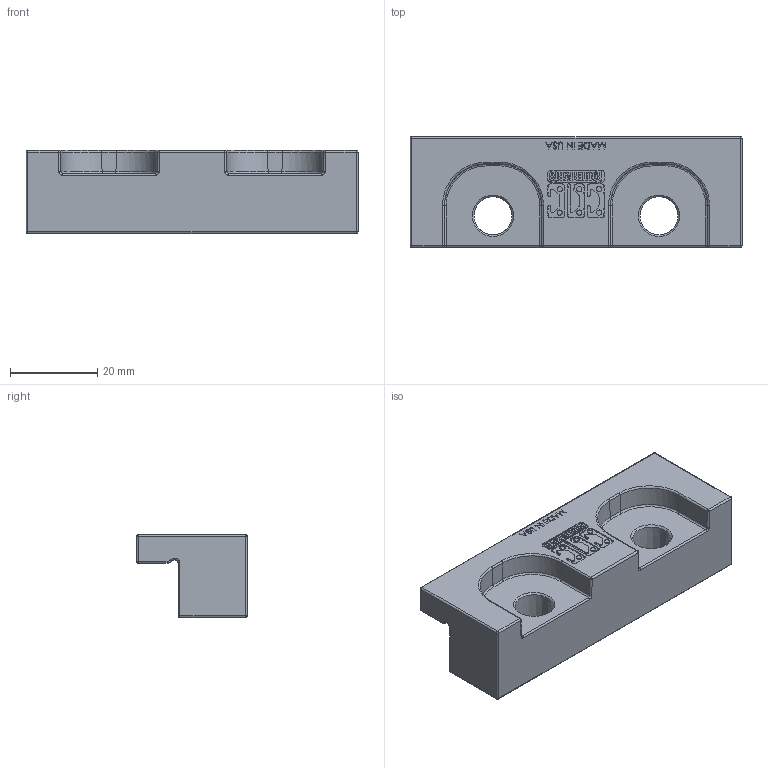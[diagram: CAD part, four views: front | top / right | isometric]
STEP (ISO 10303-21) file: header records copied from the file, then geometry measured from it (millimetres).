
FILE_DESCRIPTION (( 'STEP AP214' ), '1' );
FILE_NAME ('CRP202-01 Die Cast 2012-01-14.STEP', '2012-06-14T16:55:58', ( '' ), ( '' ), 'SwSTEP 2.0', 'SolidWorks 2011', '' );
FILE_SCHEMA (( 'AUTOMOTIVE_DESIGN' ));
Length unit declared in the file: inch
Products named in the file (1): CRP202-01 Die Cast 2012-01-14
Bounding box: 76.2 x 25.4 x 19.05 mm (x, y, z)
Volume: 19169.3 mm3; surface area: 9210.2 mm2
Topology: 1 solids, 1 shells, 680 faces, 1804 edges, 1156 vertices
Faces by surface type: plane 276, bspline 270, cylinder 69, cone 30, torus 21, sphere 14
Entity records: 23598 total; most frequent: CARTESIAN_POINT 8516, ORIENTED_EDGE 3580, DIRECTION 2270, EDGE_CURVE 1790, VERTEX_POINT 1156, VECTOR 1050, LINE 1050, EDGE_LOOP 728
